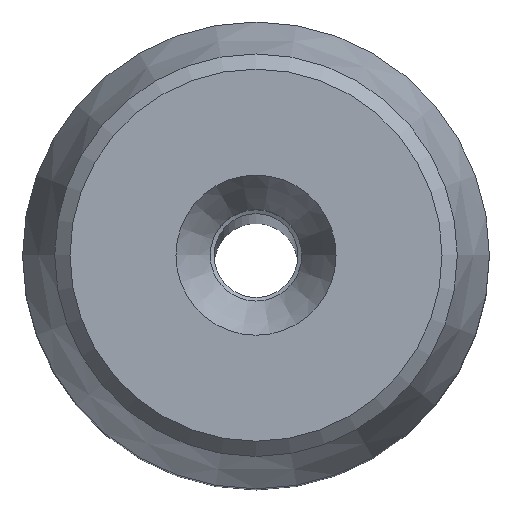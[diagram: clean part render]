
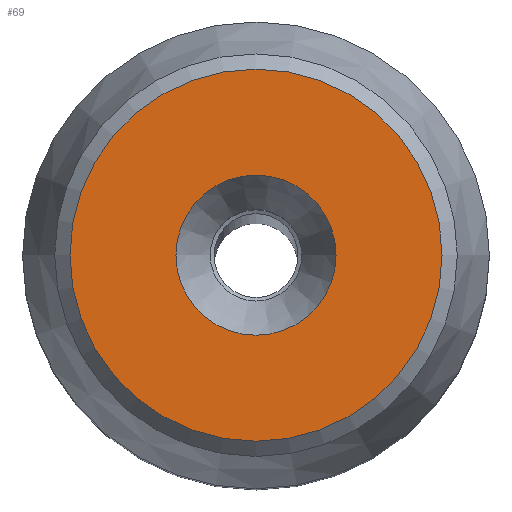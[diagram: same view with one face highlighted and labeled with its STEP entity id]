
A CAD part, top view. The second image highlights one B-rep face of the part: STEP entity #69.
In plain terms, the highlighted planar face has unit normal (0, 0, 1).
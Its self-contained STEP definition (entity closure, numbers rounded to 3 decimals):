
#57=PLANE('',#833);
#69=ADVANCED_FACE('',(#108,#109),#57,.F.);
#108=FACE_BOUND('',#146,.T.);
#109=FACE_BOUND('',#147,.T.);
#146=EDGE_LOOP('',(#192));
#147=EDGE_LOOP('',(#193));
#192=ORIENTED_EDGE('',*,*,#310,.F.);
#193=ORIENTED_EDGE('',*,*,#311,.F.);
#276=VERTEX_POINT('',#1129);
#277=VERTEX_POINT('',#1131);
#310=EDGE_CURVE('',#276,#276,#352,.T.);
#311=EDGE_CURVE('',#277,#277,#353,.T.);
#352=CIRCLE('',#831,1.05);
#353=CIRCLE('',#832,2.44);
#831=AXIS2_PLACEMENT_3D('',#1128,#949,#950);
#832=AXIS2_PLACEMENT_3D('',#1130,#951,#952);
#833=AXIS2_PLACEMENT_3D('',#1132,#953,#954);
#949=DIRECTION('',(0.,0.,1.));
#950=DIRECTION('',(-1.,0.,0.));
#951=DIRECTION('',(0.,0.,-1.));
#952=DIRECTION('',(-1.,0.,0.));
#953=DIRECTION('',(0.,0.,-1.));
#954=DIRECTION('',(-1.,0.,0.));
#1128=CARTESIAN_POINT('',(0.,0.,80.));
#1129=CARTESIAN_POINT('',(-1.05,0.,80.));
#1130=CARTESIAN_POINT('',(0.,0.,80.));
#1131=CARTESIAN_POINT('',(-2.44,0.,80.));
#1132=CARTESIAN_POINT('',(0.,0.,80.));
